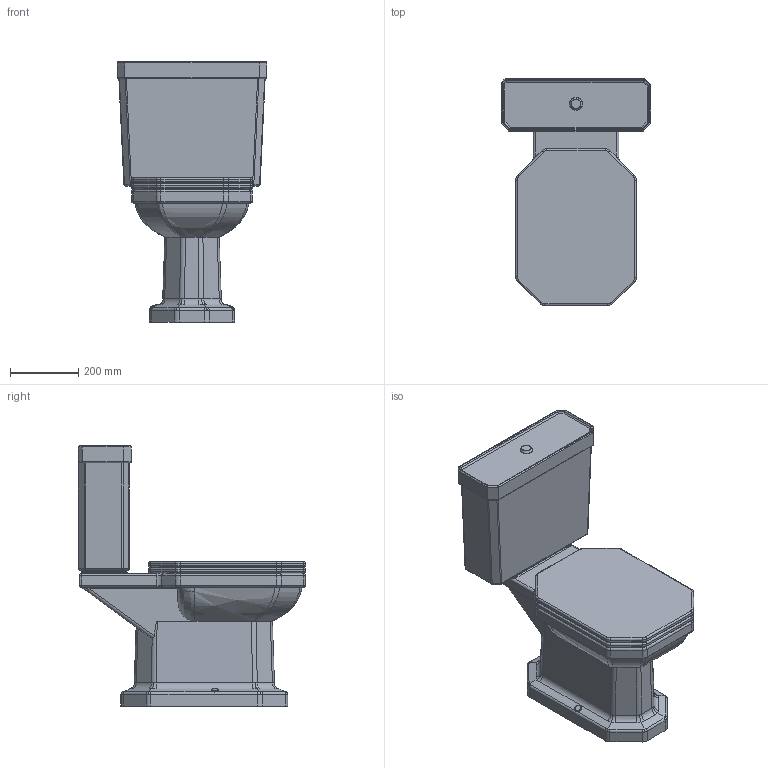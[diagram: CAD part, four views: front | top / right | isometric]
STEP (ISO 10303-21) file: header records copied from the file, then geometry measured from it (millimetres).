
FILE_DESCRIPTION((''),'2;1');
FILE_NAME('22701.stp','2008-01-03T11:08:16',('Huebner'),(''),'Autodesk Inventor 11','Autodesk Inventor 11','');
FILE_SCHEMA(('AUTOMOTIVE_DESIGN { 1 0 10303 214 1 1 1 1 }'));
Length unit declared in the file: millimetre
Products named in the file (7): 22701; 087220; WC_Deckel_22709_U; WC_Deckel_22709_Ob; Spülkastenstopfen; WC-Stopfen
Assembly tree (7 placements, depth 2):
  22701
    22701
    087220
    WC_Deckel_22709_U
    WC_Deckel_22709_Ob
    Spülkastenstopfen
    WC-Stopfen  x2
Bounding box: 440 x 667.5 x 765 mm (x, y, z)
Volume: 51893315 mm3; surface area: 2123626 mm2
Topology: 7 solids, 11 shells, 599 faces, 1380 edges, 812 vertices
Faces by surface type: cylinder 260, plane 162, torus 87, bspline 81, sphere 8, cone 1
Full cylindrical faces by diameter (mm): 15 x8, 18 x4, 20 x1, 21 x8, 22 x2, 25 x1, 41.096 x1, 50 x2, 88 x1, 102 x1
Entity records: 21664 total; most frequent: CARTESIAN_POINT 8298, DIRECTION 2901, ORIENTED_EDGE 2632, EDGE_CURVE 1316, AXIS2_PLACEMENT_3D 1167, VERTEX_POINT 800, EDGE_LOOP 662, FACE_OUTER_BOUND 592
